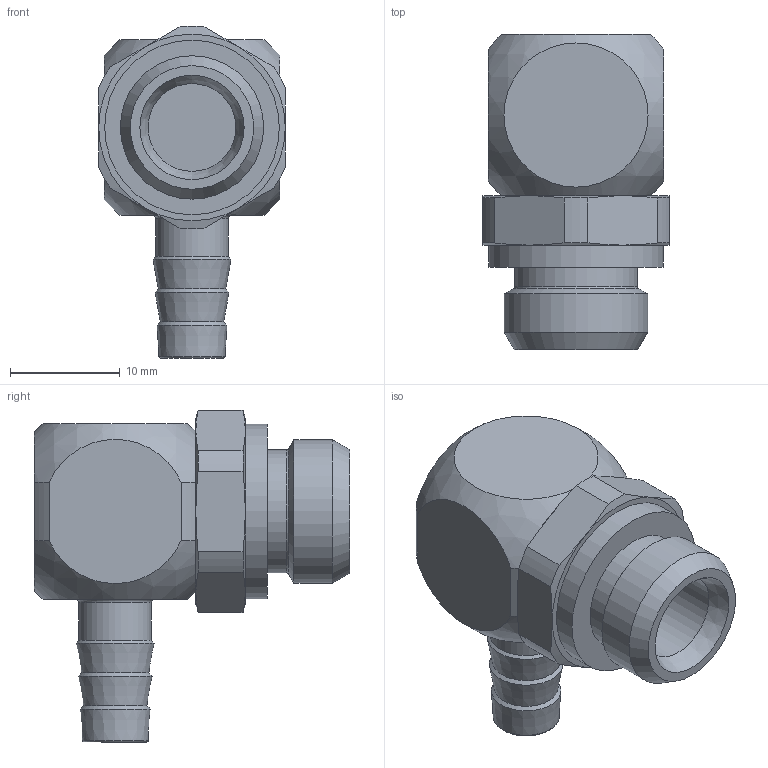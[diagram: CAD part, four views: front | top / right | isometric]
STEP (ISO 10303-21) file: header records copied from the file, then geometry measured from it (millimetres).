
FILE_DESCRIPTION(/* description */ (''),/* implementation_level */ '2;1');
FILE_NAME(/* name */ 'lcn_146_ms.stp',/* time_stamp */ '2017-04-19T11:18:52+02:00',/* author */ ('leitheußer'),/* organization */ (''),/* preprocessor_version */ 'ST-DEVELOPER v15.6',/* originating_system */ 'Autodesk Inventor LT ',/* authorisation */ '');
FILE_SCHEMA (('AUTOMOTIVE_DESIGN { 1 0 10303 214 3 1 1 }'));
Length unit declared in the file: millimetre
Products named in the file (1): 386-0406
Bounding box: 17 x 28.7 x 30.24 mm (x, y, z)
Volume: 5875.8 mm3; surface area: 2486.9 mm2
Topology: 1 solids, 1 shells, 58 faces, 131 edges, 82 vertices
Faces by surface type: cone 21, plane 17, cylinder 15, torus 3, sphere 2
Full cylindrical faces by diameter (mm): 6.6 x1, 8 x1, 11.2 x1, 13.06 x1, 15.9 x1
Entity records: 1489 total; most frequent: CARTESIAN_POINT 289, DIRECTION 264, ORIENTED_EDGE 214, AXIS2_PLACEMENT_3D 122, EDGE_CURVE 107, EDGE_LOOP 82, VERTEX_POINT 75, CIRCLE 63
